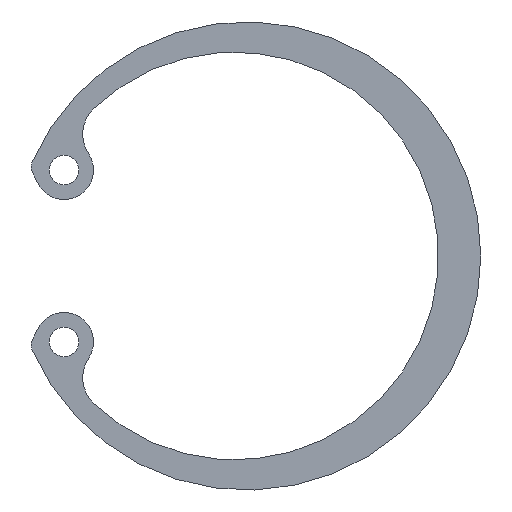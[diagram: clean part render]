
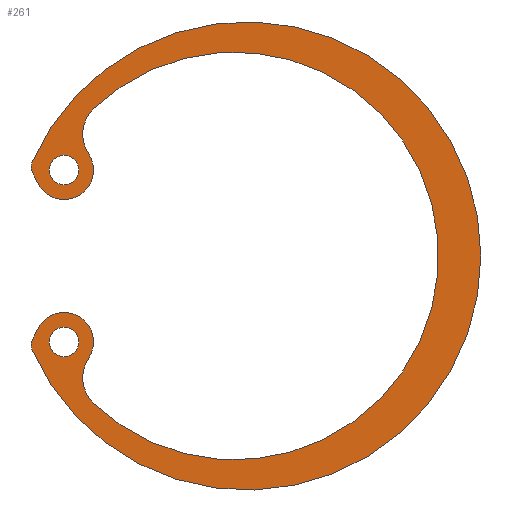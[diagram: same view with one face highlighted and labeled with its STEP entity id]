
A CAD part, left-side view. The second image highlights one B-rep face of the part: STEP entity #261.
In plain terms, the highlighted planar face has unit normal (-1, 0, 0).
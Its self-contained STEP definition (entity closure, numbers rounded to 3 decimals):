
#23=PLANE('',#308);
#28=LINE('',#416,#42);
#36=LINE('',#462,#50);
#42=VECTOR('',#335,1000.);
#50=VECTOR('',#387,1000.);
#108=ORIENTED_EDGE('',*,*,#151,.T.);
#109=ORIENTED_EDGE('',*,*,#149,.T.);
#110=ORIENTED_EDGE('',*,*,#120,.F.);
#111=ORIENTED_EDGE('',*,*,#152,.F.);
#112=ORIENTED_EDGE('',*,*,#145,.F.);
#113=ORIENTED_EDGE('',*,*,#142,.T.);
#114=ORIENTED_EDGE('',*,*,#139,.T.);
#115=ORIENTED_EDGE('',*,*,#136,.T.);
#116=ORIENTED_EDGE('',*,*,#133,.F.);
#117=ORIENTED_EDGE('',*,*,#130,.F.);
#118=ORIENTED_EDGE('',*,*,#127,.F.);
#119=ORIENTED_EDGE('',*,*,#124,.F.);
#120=EDGE_CURVE('',#154,#155,#178,.T.);
#124=EDGE_CURVE('',#155,#158,#180,.T.);
#127=EDGE_CURVE('',#158,#160,#182,.T.);
#130=EDGE_CURVE('',#160,#162,#28,.T.);
#133=EDGE_CURVE('',#162,#164,#184,.T.);
#136=EDGE_CURVE('',#166,#164,#186,.T.);
#139=EDGE_CURVE('',#168,#166,#188,.T.);
#142=EDGE_CURVE('',#170,#168,#190,.T.);
#145=EDGE_CURVE('',#170,#172,#192,.T.);
#149=EDGE_CURVE('',#175,#175,#195,.T.);
#151=EDGE_CURVE('',#177,#177,#197,.T.);
#152=EDGE_CURVE('',#172,#154,#36,.T.);
#154=VERTEX_POINT('',#396);
#155=VERTEX_POINT('',#397);
#158=VERTEX_POINT('',#405);
#160=VERTEX_POINT('',#411);
#162=VERTEX_POINT('',#417);
#164=VERTEX_POINT('',#423);
#166=VERTEX_POINT('',#429);
#168=VERTEX_POINT('',#435);
#170=VERTEX_POINT('',#441);
#172=VERTEX_POINT('',#447);
#175=VERTEX_POINT('',#455);
#177=VERTEX_POINT('',#460);
#178=CIRCLE('',#276,0.8);
#180=CIRCLE('',#279,19.9);
#182=CIRCLE('',#282,0.8);
#184=CIRCLE('',#286,2.5);
#186=CIRCLE('',#289,3.);
#188=CIRCLE('',#292,17.329);
#190=CIRCLE('',#295,3.);
#192=CIRCLE('',#298,2.5);
#195=CIRCLE('',#302,1.25);
#197=CIRCLE('',#305,1.25);
#215=EDGE_LOOP('',(#108));
#216=EDGE_LOOP('',(#109));
#217=EDGE_LOOP('',(#110,#111,#112,#113,#114,#115,#116,#117,#118,#119));
#235=FACE_BOUND('',#215,.T.);
#236=FACE_BOUND('',#216,.T.);
#237=FACE_BOUND('',#217,.T.);
#261=ADVANCED_FACE('',(#235,#236,#237),#23,.F.);
#276=AXIS2_PLACEMENT_3D('',#395,#313,#314);
#279=AXIS2_PLACEMENT_3D('',#404,#321,#322);
#282=AXIS2_PLACEMENT_3D('',#410,#328,#329);
#286=AXIS2_PLACEMENT_3D('',#422,#340,#341);
#289=AXIS2_PLACEMENT_3D('',#428,#347,#348);
#292=AXIS2_PLACEMENT_3D('',#434,#354,#355);
#295=AXIS2_PLACEMENT_3D('',#440,#361,#362);
#298=AXIS2_PLACEMENT_3D('',#446,#368,#369);
#302=AXIS2_PLACEMENT_3D('',#454,#377,#378);
#305=AXIS2_PLACEMENT_3D('',#459,#383,#384);
#308=AXIS2_PLACEMENT_3D('',#465,#391,#392);
#313=DIRECTION('',(1.,0.,0.));
#314=DIRECTION('',(0.,0.,-1.));
#321=DIRECTION('',(1.,0.,0.));
#322=DIRECTION('',(0.,0.,-1.));
#328=DIRECTION('',(1.,0.,0.));
#329=DIRECTION('',(0.,0.,-1.));
#335=DIRECTION('',(0.,-0.42,0.908));
#340=DIRECTION('',(1.,0.,0.));
#341=DIRECTION('',(0.,0.,-1.));
#347=DIRECTION('',(1.,0.,0.));
#348=DIRECTION('',(0.,0.,-1.));
#354=DIRECTION('',(1.,0.,0.));
#355=DIRECTION('',(0.,0.,-1.));
#361=DIRECTION('',(1.,0.,0.));
#362=DIRECTION('',(0.,0.,-1.));
#368=DIRECTION('',(1.,0.,0.));
#369=DIRECTION('',(0.,0.,-1.));
#377=DIRECTION('',(1.,0.,0.));
#378=DIRECTION('',(0.,0.,-1.));
#383=DIRECTION('',(1.,0.,0.));
#384=DIRECTION('',(0.,0.,-1.));
#387=DIRECTION('',(0.,0.42,0.908));
#391=DIRECTION('',(1.,0.,0.));
#392=DIRECTION('',(0.,0.,-1.));
#395=CARTESIAN_POINT('',(-0.75,17.527,7.59));
#396=CARTESIAN_POINT('',(-0.75,18.254,7.254));
#397=CARTESIAN_POINT('',(-0.75,18.261,7.908));
#404=CARTESIAN_POINT('',(-0.75,0.,0.));
#405=CARTESIAN_POINT('',(-0.75,18.261,-7.908));
#410=CARTESIAN_POINT('',(-0.75,17.527,-7.59));
#411=CARTESIAN_POINT('',(-0.75,18.254,-7.254));
#416=CARTESIAN_POINT('',(-0.75,18.254,-7.254));
#417=CARTESIAN_POINT('',(-0.75,17.79,-6.251));
#422=CARTESIAN_POINT('',(-0.75,15.521,-7.3));
#423=CARTESIAN_POINT('',(-0.75,13.439,-8.685));
#428=CARTESIAN_POINT('',(-0.75,10.942,-10.347));
#429=CARTESIAN_POINT('',(-0.75,13.017,-12.513));
#434=CARTESIAN_POINT('',(-0.75,1.029,0.));
#435=CARTESIAN_POINT('',(-0.75,13.017,12.513));
#440=CARTESIAN_POINT('',(-0.75,10.942,10.347));
#441=CARTESIAN_POINT('',(-0.75,13.439,8.685));
#446=CARTESIAN_POINT('',(-0.75,15.521,7.3));
#447=CARTESIAN_POINT('',(-0.75,17.79,6.251));
#454=CARTESIAN_POINT('',(-0.75,15.521,-7.3));
#455=CARTESIAN_POINT('',(-0.75,15.521,-8.55));
#459=CARTESIAN_POINT('',(-0.75,15.521,7.3));
#460=CARTESIAN_POINT('',(-0.75,15.521,6.05));
#462=CARTESIAN_POINT('',(-0.75,17.79,6.251));
#465=CARTESIAN_POINT('',(-0.75,17.527,7.59));
